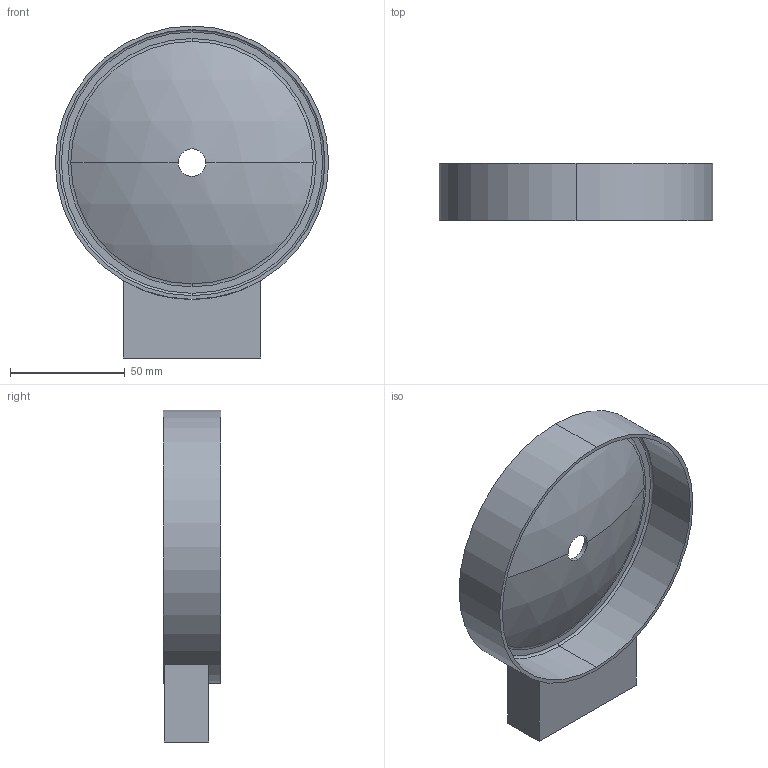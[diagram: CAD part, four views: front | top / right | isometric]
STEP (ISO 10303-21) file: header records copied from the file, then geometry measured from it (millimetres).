
FILE_DESCRIPTION (( 'STEP AP203' ), '1' );
FILE_NAME ('83410979-00.STEP', '2018-07-04T05:58:51', ( '' ), ( '' ), 'SwSTEP 2.0', 'SolidWorks 2017', '' );
FILE_SCHEMA (( 'CONFIG_CONTROL_DESIGN' ));
Length unit declared in the file: millimetre
Products named in the file (3): Planungsmodell_Halter-+-08.17.30.502-01_ ; Planungsmodell_Seifenschale-+-08179757290-1_ _K1; 83410979-00
Assembly tree (2 placements, depth 2):
  83410979-00
    Planungsmodell_Halter-+-08.17.30.502-01_ 
    Planungsmodell_Seifenschale-+-08179757290-1_ _K1
Bounding box: 119.2 x 25 x 144.8 mm (x, y, z)
Volume: 68294.6 mm3; surface area: 47936 mm2
Topology: 2 solids, 2 shells, 26 faces, 61 edges, 40 vertices
Faces by surface type: cylinder 8, plane 8, torus 6, sphere 4
Entity records: 1082 total; most frequent: DIRECTION 167, CARTESIAN_POINT 132, ORIENTED_EDGE 122, AXIS2_PLACEMENT_3D 75, EDGE_CURVE 61, CIRCLE 44, VERTEX_POINT 40, EDGE_LOOP 29
